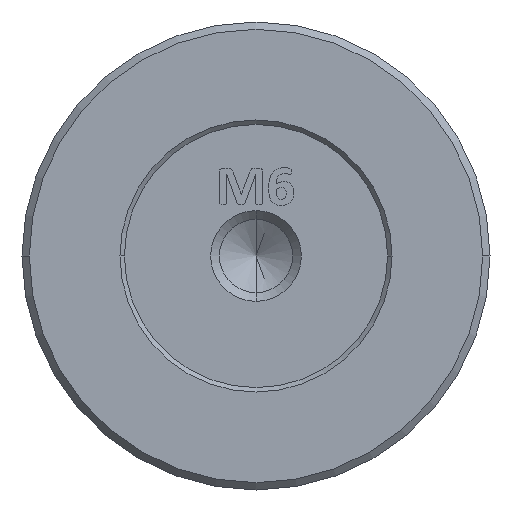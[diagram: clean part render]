
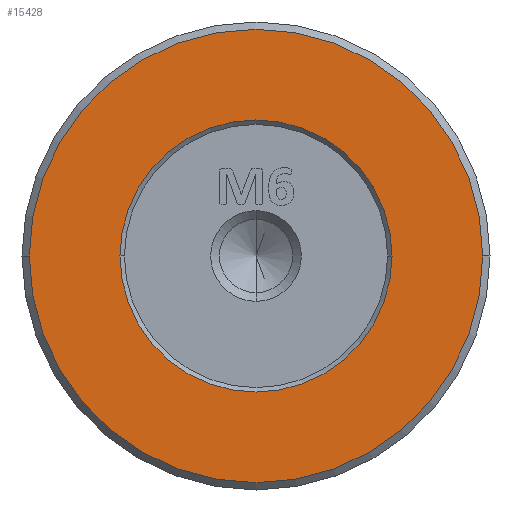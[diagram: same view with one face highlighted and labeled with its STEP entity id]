
A CAD part, left-side view. The second image highlights one B-rep face of the part: STEP entity #15428.
In plain terms, the highlighted planar face has unit normal (-1, 0, 0).
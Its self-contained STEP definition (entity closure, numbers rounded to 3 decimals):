
#97 = AXIS2_PLACEMENT_3D ( 'NONE', #24101, #13367, #20294 ) ;
#1640 = VERTEX_POINT ( 'NONE', #29099 ) ;
#4122 = AXIS2_PLACEMENT_3D ( 'NONE', #15505, #24296, #16166 ) ;
#4579 = CIRCLE ( 'NONE', #4122, 15.5 ) ;
#5480 = EDGE_LOOP ( 'NONE', ( #6867, #24863 ) ) ;
#5516 = EDGE_CURVE ( 'NONE', #11840, #17616, #8719, .T. ) ;
#6800 = AXIS2_PLACEMENT_3D ( 'NONE', #28471, #21863, #8353 ) ;
#6867 = ORIENTED_EDGE ( 'NONE', *, *, #27800, .T. ) ;
#7436 = AXIS2_PLACEMENT_3D ( 'NONE', #27746, #11878, #21154 ) ;
#8120 = CARTESIAN_POINT ( 'NONE',  ( -117.104, 3.476, 13.025 ) ) ;
#8353 = DIRECTION ( 'NONE',  ( 0., -1., 0. ) ) ;
#8719 = CIRCLE ( 'NONE', #26071, 9.3 ) ;
#9974 = FACE_BOUND ( 'NONE', #18609, .T. ) ;
#10571 = EDGE_CURVE ( 'NONE', #12478, #1640, #4579, .T. ) ;
#11840 = VERTEX_POINT ( 'NONE', #17156 ) ;
#11878 = DIRECTION ( 'NONE',  ( -1., 0., 0. ) ) ;
#11991 = ORIENTED_EDGE ( 'NONE', *, *, #16349, .T. ) ;
#12478 = VERTEX_POINT ( 'NONE', #22603 ) ;
#12953 = DIRECTION ( 'NONE',  ( 1., 0., 0. ) ) ;
#13367 = DIRECTION ( 'NONE',  ( -1., 0., 0. ) ) ;
#15428 = ADVANCED_FACE ( 'NONE', ( #9974, #25557 ), #25118, .T. ) ;
#15505 = CARTESIAN_POINT ( 'NONE',  ( -117.104, 3.476, 13.025 ) ) ;
#16166 = DIRECTION ( 'NONE',  ( 0., -1., 0. ) ) ;
#16349 = EDGE_CURVE ( 'NONE', #17616, #11840, #17139, .T. ) ;
#17079 = DIRECTION ( 'NONE',  ( 0., -1., 0. ) ) ;
#17139 = CIRCLE ( 'NONE', #6800, 9.3 ) ;
#17156 = CARTESIAN_POINT ( 'NONE',  ( -117.104, 12.776, 13.025 ) ) ;
#17616 = VERTEX_POINT ( 'NONE', #19937 ) ;
#18609 = EDGE_LOOP ( 'NONE', ( #11991, #26623 ) ) ;
#19849 = CIRCLE ( 'NONE', #97, 15.5 ) ;
#19937 = CARTESIAN_POINT ( 'NONE',  ( -117.104, -5.824, 13.025 ) ) ;
#20294 = DIRECTION ( 'NONE',  ( 0., -1., 0. ) ) ;
#21154 = DIRECTION ( 'NONE',  ( 0., 1., 0. ) ) ;
#21863 = DIRECTION ( 'NONE',  ( 1., 0., 0. ) ) ;
#22603 = CARTESIAN_POINT ( 'NONE',  ( -117.104, -12.024, 13.025 ) ) ;
#24101 = CARTESIAN_POINT ( 'NONE',  ( -117.104, 3.476, 13.025 ) ) ;
#24296 = DIRECTION ( 'NONE',  ( -1., 0., 0. ) ) ;
#24863 = ORIENTED_EDGE ( 'NONE', *, *, #10571, .T. ) ;
#25118 = PLANE ( 'NONE',  #7436 ) ;
#25557 = FACE_OUTER_BOUND ( 'NONE', #5480, .T. ) ;
#26071 = AXIS2_PLACEMENT_3D ( 'NONE', #8120, #12953, #17079 ) ;
#26623 = ORIENTED_EDGE ( 'NONE', *, *, #5516, .T. ) ;
#27746 = CARTESIAN_POINT ( 'NONE',  ( -117.104, 3.476, 13.025 ) ) ;
#27800 = EDGE_CURVE ( 'NONE', #1640, #12478, #19849, .T. ) ;
#28471 = CARTESIAN_POINT ( 'NONE',  ( -117.104, 3.476, 13.025 ) ) ;
#29099 = CARTESIAN_POINT ( 'NONE',  ( -117.104, 18.976, 13.025 ) ) ;
